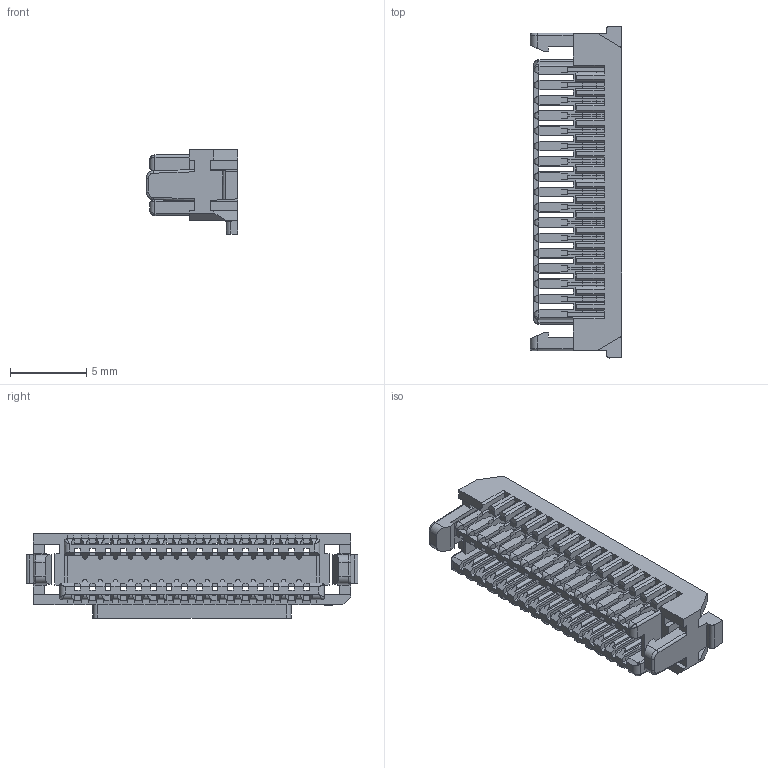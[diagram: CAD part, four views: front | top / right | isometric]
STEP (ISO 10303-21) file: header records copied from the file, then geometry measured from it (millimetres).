
FILE_DESCRIPTION (( 'STEP AP214' ), '1' );
FILE_NAME ('FHG10008-D32M2WHB.STEP', '2025-11-21T02:46:16', ( '' ), ( '' ), 'SwSTEP 2.0', 'SolidWorks 2021', '' );
FILE_SCHEMA (( 'AUTOMOTIVE_DESIGN' ));
Length unit declared in the file: millimetre
Products named in the file (1): FHG10008-D32M2WHB
Bounding box: 6 x 21.71 x 5.51 mm (x, y, z)
Volume: 221.6 mm3; surface area: 1243 mm2
Topology: 1 solids, 1 shells, 1499 faces, 4440 edges, 2844 vertices
Faces by surface type: plane 1401, cylinder 88, torus 6, bspline 4
Entity records: 49662 total; most frequent: CARTESIAN_POINT 9876, ORIENTED_EDGE 8880, DIRECTION 7380, EDGE_CURVE 4440, VECTOR 4252, LINE 4252, VERTEX_POINT 2844, AXIS2_PLACEMENT_3D 1564
